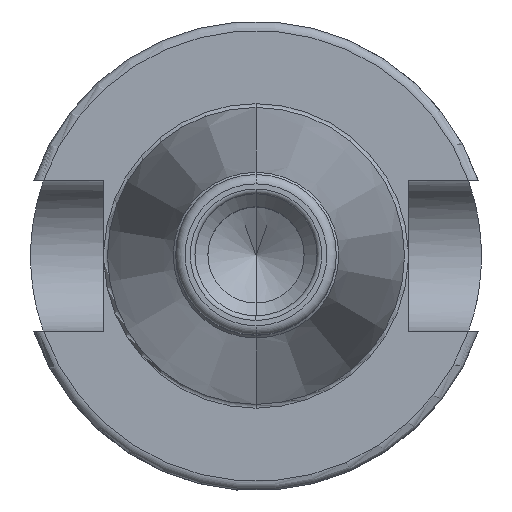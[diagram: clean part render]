
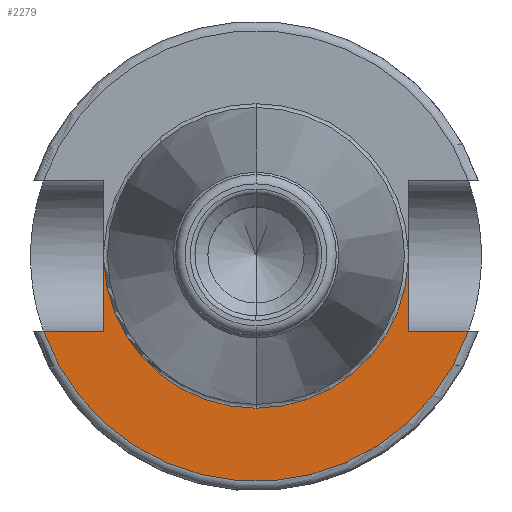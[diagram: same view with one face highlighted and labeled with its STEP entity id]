
A CAD part, top view. The second image highlights one B-rep face of the part: STEP entity #2279.
In plain terms, the highlighted planar face has unit normal (0, 0, 1).
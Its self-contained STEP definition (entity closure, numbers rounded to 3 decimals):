
#351=CARTESIAN_POINT('',(0,0,8));
#352=DIRECTION('',(0,0,-1));
#353=DIRECTION('',(0.999,-0.045,0));
#354=AXIS2_PLACEMENT_3D('',#351,#352,#353);
#692=CARTESIAN_POINT('',(0,0,8));
#693=DIRECTION('',(0,0,1));
#694=DIRECTION('',(-0.942,-0.335,0));
#695=AXIS2_PLACEMENT_3D('',#692,#693,#694);
#743=DIRECTION('',(1,0,0));
#744=VECTOR('',#743,6.41);
#745=CARTESIAN_POINT('',(-22.61,-8.05,8));
#746=LINE('',#745,#744);
#747=DIRECTION('',(0,1,0));
#748=VECTOR('',#747,7.315);
#749=CARTESIAN_POINT('',(-16.2,-8.05,8));
#750=LINE('',#749,#748);
#751=DIRECTION('',(0,-1,0));
#752=VECTOR('',#751,7.315);
#753=CARTESIAN_POINT('',(16.2,-0.735,8));
#754=LINE('',#753,#752);
#755=DIRECTION('',(-1,0,0));
#756=VECTOR('',#755,6.41);
#757=CARTESIAN_POINT('',(22.61,-8.05,8));
#758=LINE('',#757,#756);
#796=CARTESIAN_POINT('',(0,0,8));
#797=DIRECTION('',(0,0,1));
#798=DIRECTION('',(-0.999,-0.045,0));
#799=AXIS2_PLACEMENT_3D('',#796,#797,#798);
#1235=CARTESIAN_POINT('',(0,-16.217,8));
#1237=VERTEX_POINT('',#1235);
#1281=CARTESIAN_POINT('',(-22.61,-8.05,8));
#1282=CARTESIAN_POINT('',(-16.2,-8.05,8));
#1283=VERTEX_POINT('',#1281);
#1284=VERTEX_POINT('',#1282);
#1285=CARTESIAN_POINT('',(-16.2,-0.735,8));
#1286=VERTEX_POINT('',#1285);
#1297=CARTESIAN_POINT('',(16.2,-0.735,8));
#1298=CARTESIAN_POINT('',(16.2,-8.05,8));
#1299=VERTEX_POINT('',#1297);
#1300=VERTEX_POINT('',#1298);
#1301=CARTESIAN_POINT('',(22.61,-8.05,8));
#1302=VERTEX_POINT('',#1301);
#2264=CARTESIAN_POINT('',(0,0,8));
#2265=DIRECTION('',(0,0,-1));
#2266=DIRECTION('',(0,-1,0));
#2267=AXIS2_PLACEMENT_3D('',#2264,#2265,#2266);
#2268=PLANE('',#2267);
#2269=ORIENTED_EDGE('',*,*,#2082,.T.);
#2270=ORIENTED_EDGE('',*,*,#2064,.T.);
#2272=ORIENTED_EDGE('',*,*,#2271,.T.);
#2273=ORIENTED_EDGE('',*,*,#1942,.F.);
#2274=ORIENTED_EDGE('',*,*,#1965,.T.);
#2275=ORIENTED_EDGE('',*,*,#2195,.F.);
#2276=ORIENTED_EDGE('',*,*,#2245,.F.);
#2277=EDGE_LOOP('',(#2269,#2270,#2272,#2273,#2274,#2275,#2276));
#2278=FACE_OUTER_BOUND('',#2277,.F.);
#2279=ADVANCED_FACE('',(#2278),#2268,.F.);
#355=CIRCLE('',#354,16.217);
#696=CIRCLE('',#695,24);
#800=CIRCLE('',#799,16.217);
#1942=EDGE_CURVE('',#1299,#1237,#355,.T.);
#1965=EDGE_CURVE('',#1299,#1300,#754,.T.);
#2064=EDGE_CURVE('',#1284,#1286,#750,.T.);
#2082=EDGE_CURVE('',#1283,#1284,#746,.T.);
#2195=EDGE_CURVE('',#1302,#1300,#758,.T.);
#2245=EDGE_CURVE('',#1283,#1302,#696,.T.);
#2271=EDGE_CURVE('',#1286,#1237,#800,.T.);
